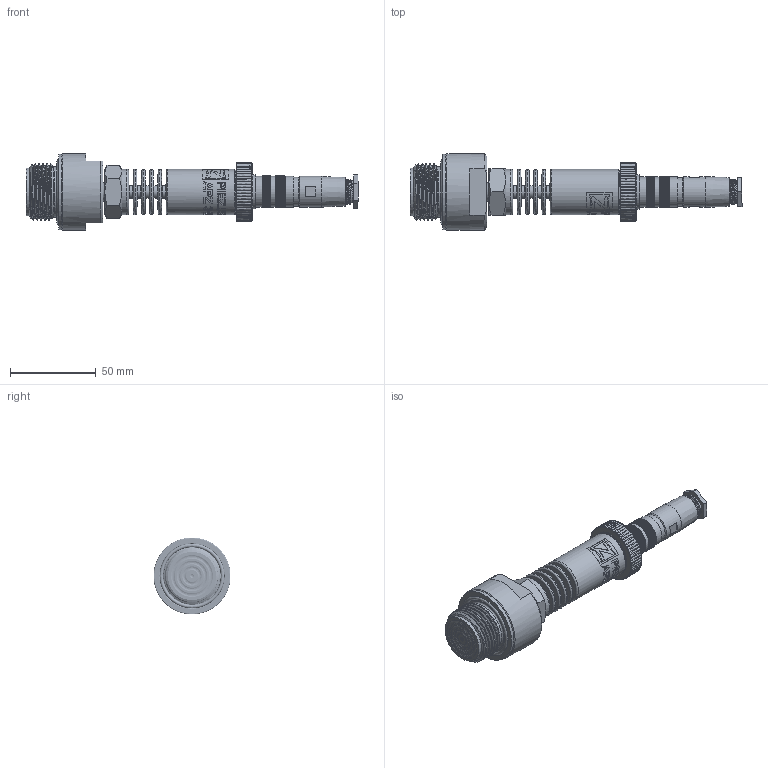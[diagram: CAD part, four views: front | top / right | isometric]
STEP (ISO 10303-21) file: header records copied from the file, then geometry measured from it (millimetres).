
FILE_DESCRIPTION(/* description */ (''),/* implementation_level */ '2;1');
FILE_NAME(/* name */ 'APZ3420m_G1DIN-flush_radiator_7.step',/* time_stamp */ '2021-07-06T15:34:40+03:00',/* author */ (''),/* organization */ (''),/* preprocessor_version */ 'ST-DEVELOPER v18.1',/* originating_system */ 'Autodesk Translation Framework v10.9.0.1377',/* authorisation */ '');
FILE_SCHEMA (('AUTOMOTIVE_DESIGN { 1 0 10303 214 3 1 1 }'));
Products named in the file (8): АПЗ 3420м заполненная; G 1/4 EN Radiator; OMAL nut M27x1.5; Ш100.000.005; Binder 723 assembly; Binder 723 female; Binder 723 male; G1DIN diaphragm 28 v7 (1)
Assembly tree (7 placements, depth 3):
  АПЗ 3420м заполненная
    G 1/4 EN Radiator
    OMAL nut M27x1.5
    Ш100.000.005
    Binder 723 assembly
      Binder 723 female
      Binder 723 male
    G1DIN diaphragm 28 v7 (1)
Bounding box: 194.08 x 45 x 45 mm (x, y, z)
Volume: 110897.3 mm3; surface area: 39133.9 mm2
Topology: 10 solids, 10 shells, 3658 faces, 9285 edges, 6080 vertices
Faces by surface type: plane 2176, cylinder 653, bspline 481, cone 307, torus 41
Full cylindrical faces by diameter (mm): 1 x15, 1.5 x5, 2 x1, 3.3 x1, 4 x1, 5 x2, 5.1 x1, 7.5 x5, 9.5 x2, 10 x1, 11 x1, 11.445 x5, 11.8 x1, 12 x1, 13 x1, 13.157 x9, 13.5 x1, 13.741 x3, 14.884 x2, 15.044 x5, 15.2 x1, 15.908 x4, 16.8 x1, 17.044 x7, 17.283 x6, 17.6 x1, 17.908 x7, 18 x4, 18.124 x7, 18.161 x2
Entity records: 146221 total; most frequent: CARTESIAN_POINT 58880, ORIENTED_EDGE 18568, DIRECTION 18465, EDGE_CURVE 9284, AXIS2_PLACEMENT_3D 7962, VERTEX_POINT 6080, EDGE_LOOP 4102, ELLIPSE 3870
